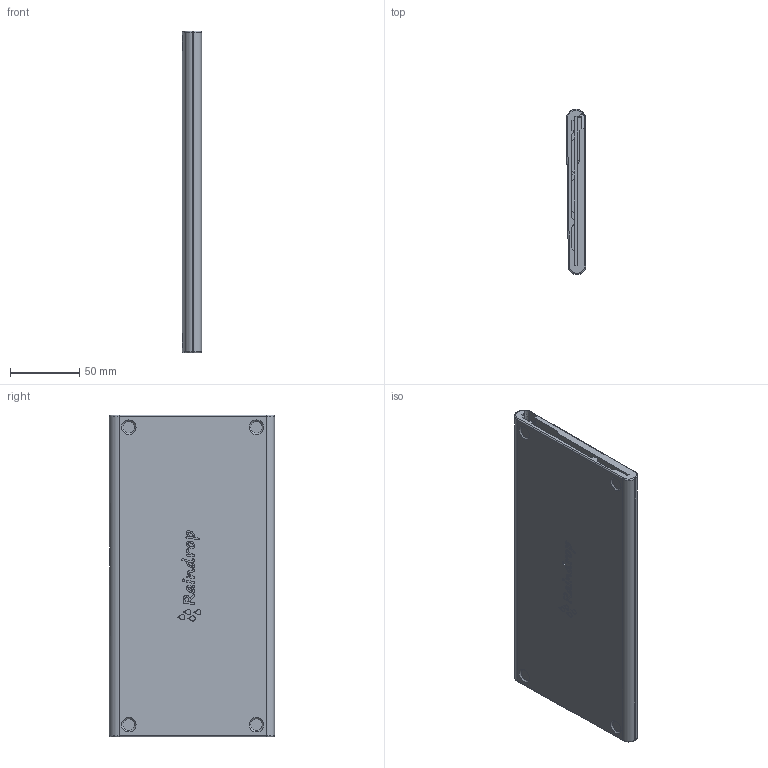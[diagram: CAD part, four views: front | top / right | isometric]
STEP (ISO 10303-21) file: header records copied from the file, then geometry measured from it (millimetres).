
FILE_DESCRIPTION(/* description */ (''),/* implementation_level */ '2;1');
FILE_NAME(/* name */ 'RainDrop v141.step',/* time_stamp */ '2023-09-13T20:14:01-07:00',/* author */ (''),/* organization */ (''),/* preprocessor_version */ 'ST-DEVELOPER v20',/* originating_system */ 'Autodesk Translation Framework v12.9.0.99',/* authorisation */ '');
FILE_SCHEMA (('AUTOMOTIVE_DESIGN { 1 0 10303 214 3 1 1 }'));
Length unit declared in the file: millimetre
Products named in the file (1): RainDrop
Bounding box: 13.86 x 119 x 232 mm (x, y, z)
Volume: 225654.2 mm3; surface area: 106221.2 mm2
Topology: 1 solids, 1 shells, 579 faces, 1578 edges, 1010 vertices
Faces by surface type: bspline 262, plane 184, cylinder 85, cone 28, torus 20
Entity records: 22393 total; most frequent: CARTESIAN_POINT 9468, ORIENTED_EDGE 3156, DIRECTION 1886, EDGE_CURVE 1578, VERTEX_POINT 1010, LINE 750, VECTOR 750, EDGE_LOOP 616
